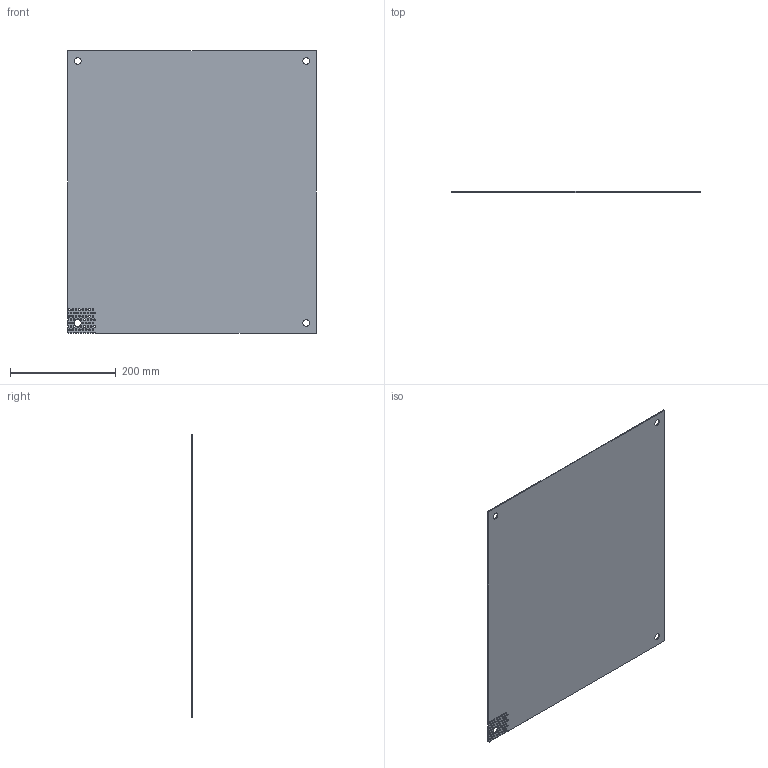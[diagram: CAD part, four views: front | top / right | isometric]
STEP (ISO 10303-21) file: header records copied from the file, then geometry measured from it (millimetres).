
FILE_DESCRIPTION (( 'STEP AP203' ), '1' );
FILE_NAME ('AP2420PP_Default.step', '2019-11-12T20:53:13', ( '' ), ( '' ), 'SwSTEP 2.0', 'SolidWorks 2019', '' );
FILE_SCHEMA (( 'CONFIG_CONTROL_DESIGN' ));
Length unit declared in the file: inch
Products named in the file (1): AP2420PP_Default
Bounding box: 469.9 x 1.83 x 533.4 mm (x, y, z)
Volume: 456600.9 mm3; surface area: 504298.1 mm2
Topology: 1 solids, 1 shells, 152 faces, 450 edges, 300 vertices
Faces by surface type: cylinder 135, plane 17
Entity records: 5547 total; most frequent: DIRECTION 1026, CARTESIAN_POINT 903, ORIENTED_EDGE 900, EDGE_CURVE 450, AXIS2_PLACEMENT_3D 423, VERTEX_POINT 300, CIRCLE 270, EDGE_LOOP 264
